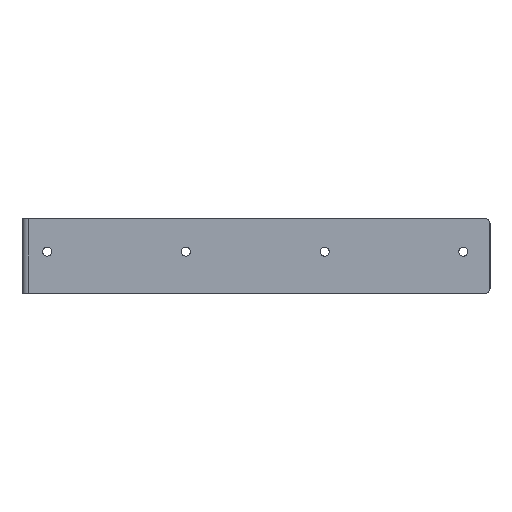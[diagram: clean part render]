
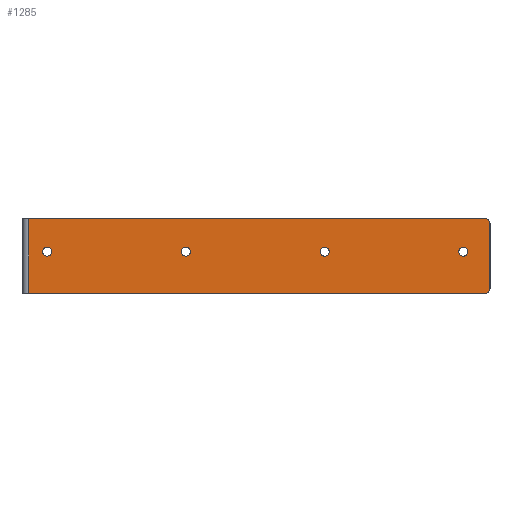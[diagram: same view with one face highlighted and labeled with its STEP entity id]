
A CAD part, left-side view. The second image highlights one B-rep face of the part: STEP entity #1285.
In plain terms, the highlighted planar face has unit normal (-1, 0, 0).
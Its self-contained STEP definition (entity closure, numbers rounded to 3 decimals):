
#50 = CARTESIAN_POINT ( 'NONE',  ( -308., 211.2, 34. ) ) ;
#67 = CARTESIAN_POINT ( 'NONE',  ( -308., 75.7, 16.95 ) ) ;
#77 = CIRCLE ( 'NONE', #996, 2.05 ) ;
#86 = DIRECTION ( 'NONE',  ( -1., 0., 0. ) ) ;
#113 = FACE_BOUND ( 'NONE', #1891, .T. ) ;
#114 = AXIS2_PLACEMENT_3D ( 'NONE', #1835, #1859, #1721 ) ;
#155 = CARTESIAN_POINT ( 'NONE',  ( -308., 139.2, 19. ) ) ;
#176 = CARTESIAN_POINT ( 'NONE',  ( -308., 0., 2. ) ) ;
#177 = AXIS2_PLACEMENT_3D ( 'NONE', #351, #1092, #454 ) ;
#207 = CIRCLE ( 'NONE', #302, 2. ) ;
#226 = AXIS2_PLACEMENT_3D ( 'NONE', #1137, #1775, #866 ) ;
#246 = ORIENTED_EDGE ( 'NONE', *, *, #1575, .T. ) ;
#256 = DIRECTION ( 'NONE',  ( 0., 1., 0. ) ) ;
#257 = EDGE_CURVE ( 'NONE', #1370, #1027, #376, .T. ) ;
#281 = ORIENTED_EDGE ( 'NONE', *, *, #1942, .F. ) ;
#287 = DIRECTION ( 'NONE',  ( -1., 0., 0. ) ) ;
#299 = ORIENTED_EDGE ( 'NONE', *, *, #1795, .F. ) ;
#302 = AXIS2_PLACEMENT_3D ( 'NONE', #1303, #542, #1900 ) ;
#306 = CARTESIAN_POINT ( 'NONE',  ( -308., 0., 34. ) ) ;
#324 = AXIS2_PLACEMENT_3D ( 'NONE', #1504, #1974, #907 ) ;
#331 = CARTESIAN_POINT ( 'NONE',  ( -308., 202.7, 21.05 ) ) ;
#351 = CARTESIAN_POINT ( 'NONE',  ( -308., 12.2, 19. ) ) ;
#365 = EDGE_CURVE ( 'NONE', #1604, #439, #564, .T. ) ;
#376 = LINE ( 'NONE', #1464, #1132 ) ;
#387 = CIRCLE ( 'NONE', #324, 2.05 ) ;
#400 = CIRCLE ( 'NONE', #1268, 2.05 ) ;
#414 = PLANE ( 'NONE',  #226 ) ;
#428 = CARTESIAN_POINT ( 'NONE',  ( -308., 75.7, 21.05 ) ) ;
#439 = VERTEX_POINT ( 'NONE', #428 ) ;
#443 = EDGE_CURVE ( 'NONE', #1355, #621, #1956, .T. ) ;
#454 = DIRECTION ( 'NONE',  ( 0., 0., 1. ) ) ;
#456 = EDGE_LOOP ( 'NONE', ( #920, #477 ) ) ;
#477 = ORIENTED_EDGE ( 'NONE', *, *, #365, .F. ) ;
#478 = VERTEX_POINT ( 'NONE', #1345 ) ;
#482 = ORIENTED_EDGE ( 'NONE', *, *, #1748, .F. ) ;
#483 = CARTESIAN_POINT ( 'NONE',  ( -308., 12.2, 21.05 ) ) ;
#512 = DIRECTION ( 'NONE',  ( -1., 0., 0. ) ) ;
#530 = DIRECTION ( 'NONE',  ( 0., 0., 1. ) ) ;
#535 = FACE_BOUND ( 'NONE', #1559, .T. ) ;
#542 = DIRECTION ( 'NONE',  ( -1., 0., 0. ) ) ;
#547 = DIRECTION ( 'NONE',  ( 0., 0., 1. ) ) ;
#564 = CIRCLE ( 'NONE', #1012, 2.05 ) ;
#581 = LINE ( 'NONE', #1199, #754 ) ;
#582 = ORIENTED_EDGE ( 'NONE', *, *, #443, .F. ) ;
#601 = LINE ( 'NONE', #50, #958 ) ;
#621 = VERTEX_POINT ( 'NONE', #176 ) ;
#622 = AXIS2_PLACEMENT_3D ( 'NONE', #1765, #1142, #530 ) ;
#641 = ORIENTED_EDGE ( 'NONE', *, *, #988, .F. ) ;
#726 = CARTESIAN_POINT ( 'NONE',  ( -308., 75.7, 19. ) ) ;
#754 = VECTOR ( 'NONE', #256, 1000. ) ;
#758 = CARTESIAN_POINT ( 'NONE',  ( -308., 2., 34. ) ) ;
#771 = DIRECTION ( 'NONE',  ( -1., 0., 0. ) ) ;
#772 = DIRECTION ( 'NONE',  ( 0., 0., -1. ) ) ;
#781 = ORIENTED_EDGE ( 'NONE', *, *, #257, .T. ) ;
#806 = CARTESIAN_POINT ( 'NONE',  ( -308., 211.2, 0. ) ) ;
#823 = ORIENTED_EDGE ( 'NONE', *, *, #1955, .F. ) ;
#832 = EDGE_CURVE ( 'NONE', #1734, #874, #1235, .T. ) ;
#866 = DIRECTION ( 'NONE',  ( 0., 0., 1. ) ) ;
#874 = VERTEX_POINT ( 'NONE', #1753 ) ;
#890 = DIRECTION ( 'NONE',  ( -1., 0., 0. ) ) ;
#907 = DIRECTION ( 'NONE',  ( 0., 0., 1. ) ) ;
#914 = VECTOR ( 'NONE', #772, 1000. ) ;
#917 = CARTESIAN_POINT ( 'NONE',  ( -308., 202.7, 16.95 ) ) ;
#920 = ORIENTED_EDGE ( 'NONE', *, *, #1801, .F. ) ;
#931 = AXIS2_PLACEMENT_3D ( 'NONE', #1589, #512, #1017 ) ;
#944 = VERTEX_POINT ( 'NONE', #917 ) ;
#958 = VECTOR ( 'NONE', #1554, 1000. ) ;
#980 = EDGE_CURVE ( 'NONE', #1915, #944, #387, .T. ) ;
#988 = EDGE_CURVE ( 'NONE', #874, #1734, #77, .T. ) ;
#996 = AXIS2_PLACEMENT_3D ( 'NONE', #155, #771, #1523 ) ;
#999 = EDGE_LOOP ( 'NONE', ( #1682, #281 ) ) ;
#1010 = AXIS2_PLACEMENT_3D ( 'NONE', #726, #287, #1046 ) ;
#1012 = AXIS2_PLACEMENT_3D ( 'NONE', #1446, #86, #547 ) ;
#1017 = DIRECTION ( 'NONE',  ( 0., 0., 1. ) ) ;
#1027 = VERTEX_POINT ( 'NONE', #1057 ) ;
#1046 = DIRECTION ( 'NONE',  ( 0., 0., 1. ) ) ;
#1050 = VERTEX_POINT ( 'NONE', #483 ) ;
#1056 = CARTESIAN_POINT ( 'NONE',  ( -308., 0., 32. ) ) ;
#1057 = CARTESIAN_POINT ( 'NONE',  ( -308., 211.2, 34. ) ) ;
#1092 = DIRECTION ( 'NONE',  ( -1., 0., 0. ) ) ;
#1096 = VERTEX_POINT ( 'NONE', #806 ) ;
#1132 = VECTOR ( 'NONE', #1779, 1000. ) ;
#1137 = CARTESIAN_POINT ( 'NONE',  ( -308., 0., 34. ) ) ;
#1142 = DIRECTION ( 'NONE',  ( -1., 0., 0. ) ) ;
#1148 = FACE_OUTER_BOUND ( 'NONE', #1935, .T. ) ;
#1172 = CIRCLE ( 'NONE', #1010, 2.05 ) ;
#1199 = CARTESIAN_POINT ( 'NONE',  ( -308., 0., 0. ) ) ;
#1235 = CIRCLE ( 'NONE', #622, 2.05 ) ;
#1268 = AXIS2_PLACEMENT_3D ( 'NONE', #1346, #890, #1508 ) ;
#1285 = ADVANCED_FACE ( 'NONE', ( #535, #1462, #113, #1605, #1148 ), #414, .T. ) ;
#1303 = CARTESIAN_POINT ( 'NONE',  ( -308., 2., 2. ) ) ;
#1345 = CARTESIAN_POINT ( 'NONE',  ( -308., 12.2, 16.95 ) ) ;
#1346 = CARTESIAN_POINT ( 'NONE',  ( -308., 12.2, 19. ) ) ;
#1355 = VERTEX_POINT ( 'NONE', #1056 ) ;
#1370 = VERTEX_POINT ( 'NONE', #758 ) ;
#1397 = ORIENTED_EDGE ( 'NONE', *, *, #1478, .T. ) ;
#1409 = CIRCLE ( 'NONE', #114, 2.05 ) ;
#1446 = CARTESIAN_POINT ( 'NONE',  ( -308., 75.7, 19. ) ) ;
#1462 = FACE_BOUND ( 'NONE', #456, .T. ) ;
#1464 = CARTESIAN_POINT ( 'NONE',  ( -308., 0., 34. ) ) ;
#1478 = EDGE_CURVE ( 'NONE', #1027, #1096, #601, .T. ) ;
#1484 = ORIENTED_EDGE ( 'NONE', *, *, #1672, .T. ) ;
#1504 = CARTESIAN_POINT ( 'NONE',  ( -308., 202.7, 19. ) ) ;
#1508 = DIRECTION ( 'NONE',  ( 0., 0., 1. ) ) ;
#1523 = DIRECTION ( 'NONE',  ( 0., 0., 1. ) ) ;
#1554 = DIRECTION ( 'NONE',  ( 0., 0., -1. ) ) ;
#1559 = EDGE_LOOP ( 'NONE', ( #482, #823 ) ) ;
#1575 = EDGE_CURVE ( 'NONE', #1355, #1370, #1806, .T. ) ;
#1589 = CARTESIAN_POINT ( 'NONE',  ( -308., 2., 32. ) ) ;
#1604 = VERTEX_POINT ( 'NONE', #67 ) ;
#1605 = FACE_BOUND ( 'NONE', #999, .T. ) ;
#1648 = ORIENTED_EDGE ( 'NONE', *, *, #832, .F. ) ;
#1654 = CARTESIAN_POINT ( 'NONE',  ( -308., 2., 0. ) ) ;
#1672 = EDGE_CURVE ( 'NONE', #1784, #621, #207, .T. ) ;
#1682 = ORIENTED_EDGE ( 'NONE', *, *, #980, .F. ) ;
#1721 = DIRECTION ( 'NONE',  ( 0., 0., 1. ) ) ;
#1734 = VERTEX_POINT ( 'NONE', #1793 ) ;
#1748 = EDGE_CURVE ( 'NONE', #1050, #478, #400, .T. ) ;
#1753 = CARTESIAN_POINT ( 'NONE',  ( -308., 139.2, 16.95 ) ) ;
#1765 = CARTESIAN_POINT ( 'NONE',  ( -308., 139.2, 19. ) ) ;
#1775 = DIRECTION ( 'NONE',  ( -1., 0., 0. ) ) ;
#1776 = CIRCLE ( 'NONE', #177, 2.05 ) ;
#1779 = DIRECTION ( 'NONE',  ( 0., 1., 0. ) ) ;
#1784 = VERTEX_POINT ( 'NONE', #1654 ) ;
#1793 = CARTESIAN_POINT ( 'NONE',  ( -308., 139.2, 21.05 ) ) ;
#1795 = EDGE_CURVE ( 'NONE', #1784, #1096, #581, .T. ) ;
#1801 = EDGE_CURVE ( 'NONE', #439, #1604, #1172, .T. ) ;
#1806 = CIRCLE ( 'NONE', #931, 2. ) ;
#1835 = CARTESIAN_POINT ( 'NONE',  ( -308., 202.7, 19. ) ) ;
#1859 = DIRECTION ( 'NONE',  ( -1., 0., 0. ) ) ;
#1891 = EDGE_LOOP ( 'NONE', ( #1648, #641 ) ) ;
#1900 = DIRECTION ( 'NONE',  ( 0., 0., 1. ) ) ;
#1915 = VERTEX_POINT ( 'NONE', #331 ) ;
#1935 = EDGE_LOOP ( 'NONE', ( #582, #246, #781, #1397, #299, #1484 ) ) ;
#1942 = EDGE_CURVE ( 'NONE', #944, #1915, #1409, .T. ) ;
#1955 = EDGE_CURVE ( 'NONE', #478, #1050, #1776, .T. ) ;
#1956 = LINE ( 'NONE', #306, #914 ) ;
#1974 = DIRECTION ( 'NONE',  ( -1., 0., 0. ) ) ;
